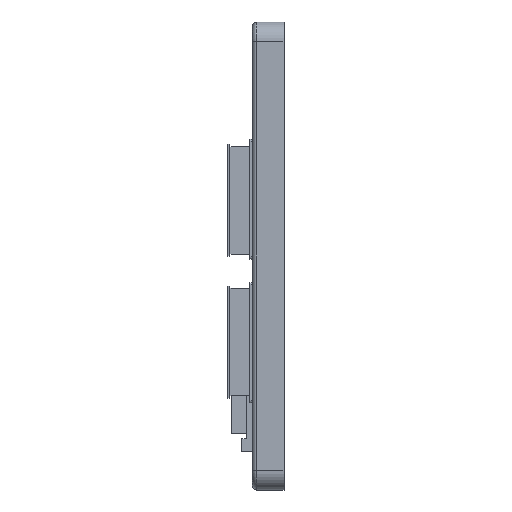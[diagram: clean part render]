
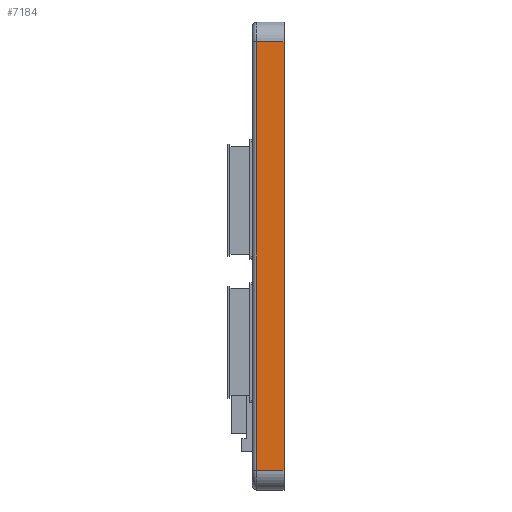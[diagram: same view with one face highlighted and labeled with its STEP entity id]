
A CAD part, left-side view. The second image highlights one B-rep face of the part: STEP entity #7184.
In plain terms, the highlighted planar face has unit normal (-1, 0, 0).
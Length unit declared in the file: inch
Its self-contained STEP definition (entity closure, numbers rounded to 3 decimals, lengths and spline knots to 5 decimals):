
#517 = CARTESIAN_POINT ( 'NONE',  ( -5.765, -0.001, 2.7 ) ) ;
#1120 = CARTESIAN_POINT ( 'NONE',  ( -5.765, -0.001, 2.7 ) ) ;
#1336 = LINE ( 'NONE', #517, #4941 ) ;
#1971 = EDGE_LOOP ( 'NONE', ( #7544, #19972, #17326, #3971 ) ) ;
#2038 = PLANE ( 'NONE',  #3777 ) ;
#3550 = VECTOR ( 'NONE', #6898, 39.37008 ) ;
#3607 = DIRECTION ( 'NONE',  ( 0., 0., 1. ) ) ;
#3631 = CARTESIAN_POINT ( 'NONE',  ( -5.765, 0.4, -2.95 ) ) ;
#3777 = AXIS2_PLACEMENT_3D ( 'NONE', #3631, #14564, #5189 ) ;
#3862 = EDGE_CURVE ( 'NONE', #12900, #14646, #16035, .T. ) ;
#3921 = CARTESIAN_POINT ( 'NONE',  ( -5.765, 0.4, 2.7 ) ) ;
#3971 = ORIENTED_EDGE ( 'NONE', *, *, #4446, .T. ) ;
#4446 = EDGE_CURVE ( 'NONE', #20017, #4701, #1336, .T. ) ;
#4701 = VERTEX_POINT ( 'NONE', #1120 ) ;
#4941 = VECTOR ( 'NONE', #3607, 39.37008 ) ;
#5039 = CARTESIAN_POINT ( 'NONE',  ( -5.765, -0.001, -2.7 ) ) ;
#5189 = DIRECTION ( 'NONE',  ( 0., 0., -1. ) ) ;
#5441 = VECTOR ( 'NONE', #5477, 39.37008 ) ;
#5477 = DIRECTION ( 'NONE',  ( 0., 1., 0. ) ) ;
#5812 = FACE_OUTER_BOUND ( 'NONE', #1971, .T. ) ;
#5939 = LINE ( 'NONE', #3921, #5441 ) ;
#6898 = DIRECTION ( 'NONE',  ( 0., 0., -1. ) ) ;
#7184 = ADVANCED_FACE ( 'NONE', ( #5812 ), #2038, .F. ) ;
#7544 = ORIENTED_EDGE ( 'NONE', *, *, #19015, .T. ) ;
#8918 = CARTESIAN_POINT ( 'NONE',  ( -5.765, 0.34, 2.7 ) ) ;
#10915 = LINE ( 'NONE', #12299, #14601 ) ;
#12299 = CARTESIAN_POINT ( 'NONE',  ( -5.765, 0.4, -2.7 ) ) ;
#12900 = VERTEX_POINT ( 'NONE', #8918 ) ;
#14564 = DIRECTION ( 'NONE',  ( 1., 0., 0. ) ) ;
#14601 = VECTOR ( 'NONE', #15519, 39.37008 ) ;
#14646 = VERTEX_POINT ( 'NONE', #16782 ) ;
#15519 = DIRECTION ( 'NONE',  ( 0., -1., 0. ) ) ;
#16035 = LINE ( 'NONE', #16285, #3550 ) ;
#16285 = CARTESIAN_POINT ( 'NONE',  ( -5.765, 0.34, -2.7 ) ) ;
#16782 = CARTESIAN_POINT ( 'NONE',  ( -5.765, 0.34, -2.7 ) ) ;
#17326 = ORIENTED_EDGE ( 'NONE', *, *, #17549, .T. ) ;
#17549 = EDGE_CURVE ( 'NONE', #14646, #20017, #10915, .T. ) ;
#19015 = EDGE_CURVE ( 'NONE', #4701, #12900, #5939, .T. ) ;
#19972 = ORIENTED_EDGE ( 'NONE', *, *, #3862, .T. ) ;
#20017 = VERTEX_POINT ( 'NONE', #5039 ) ;
